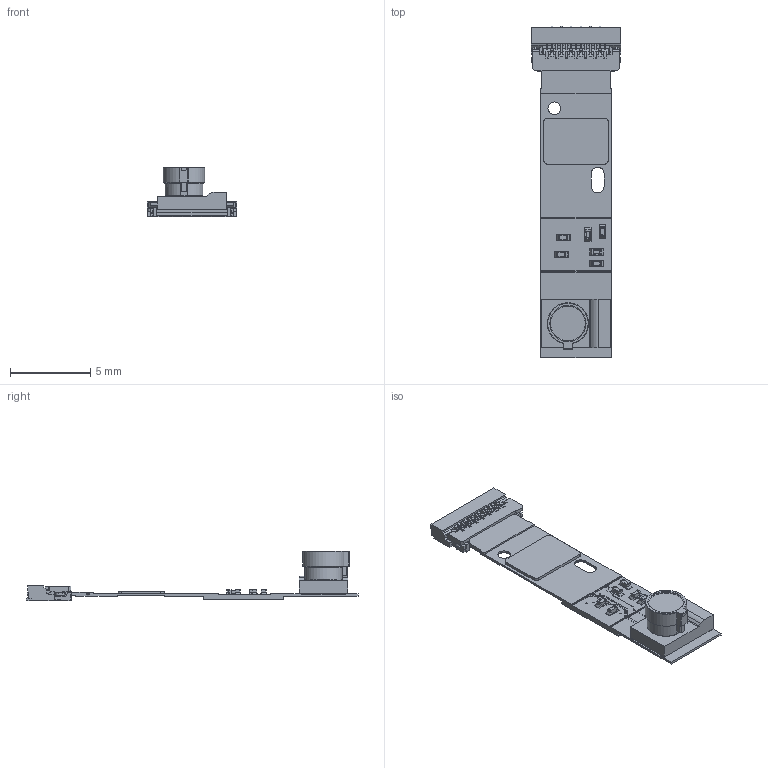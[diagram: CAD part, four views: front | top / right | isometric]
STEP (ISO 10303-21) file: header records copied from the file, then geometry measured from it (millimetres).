
FILE_DESCRIPTION(/* description */ ('STEP AP242','CAx-IF Rec.Pracs.---Representation and Presentation of Product Manufacturing Information (PMI)---4.0---2014-10-13','CAx-IF Rec.Pracs.---3D Tessellated Geometry---0.4---2014-09-14','2;1'),/* implementation_level */ '2;1');
FILE_NAME(/* name */ '6737834860bfb23fb0b84282',/* time_stamp */ '2024-11-15T17:22:18Z',/* author */ (''),/* organization */ (''),/* preprocessor_version */ 'ST-DEVELOPER v20',/* originating_system */ 'ONSHAPE BY PTC INC, 1.189',/* authorisation */ ' ');
FILE_SCHEMA (('AP242_MANAGED_MODEL_BASED_3D_ENGINEERING_MIM_LF { 1 0 10303 442 1 1 4 }'));
Products named in the file (3): Unnamed; BMV080_simplified v2; Molex_5035661302 v1
Assembly tree (2 placements, depth 2):
  Unnamed
    BMV080_simplified v2
    Molex_5035661302 v1
Bounding box: 5.55 x 20.7 x 3.11 mm (x, y, z)
Volume: 46.3 mm3; surface area: 380.7 mm2
Topology: 2 solids, 23 shells, 2455 faces, 6599 edges, 4278 vertices
Faces by surface type: plane 1947, cylinder 412, sphere 48, torus 45, cone 3
Full cylindrical faces by diameter (mm): 0.1 x22, 0.802 x1, 0.803 x1, 1.832 x1, 2.16 x1, 2.26 x1
Entity records: 78540 total; most frequent: CARTESIAN_POINT 13394, ORIENTED_EDGE 13080, DIRECTION 12288, EDGE_CURVE 6540, LINE 5624, VECTOR 5624, VERTEX_POINT 4269, AXIS2_PLACEMENT_3D 3332
